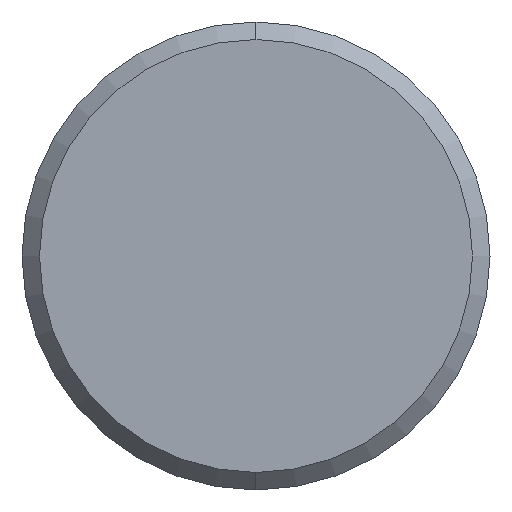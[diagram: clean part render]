
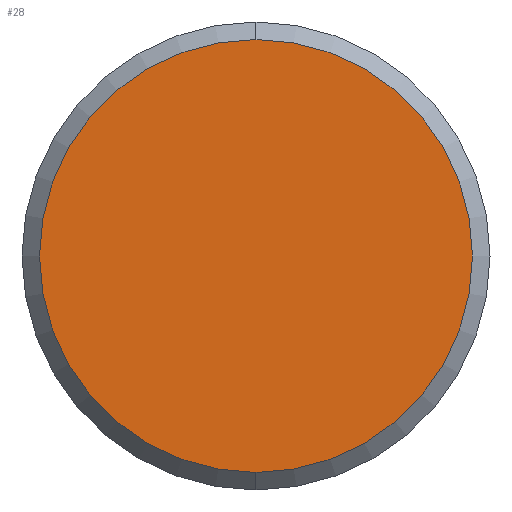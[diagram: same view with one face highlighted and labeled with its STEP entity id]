
A CAD part, left-side view. The second image highlights one B-rep face of the part: STEP entity #28.
In plain terms, the highlighted planar face has unit normal (-1, 0, 0).
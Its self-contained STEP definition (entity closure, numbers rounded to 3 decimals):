
#19 = EDGE_LOOP ( 'NONE', ( #208, #362 ) ) ;
#28 = ADVANCED_FACE ( 'NONE', ( #290 ), #94, .F. ) ;
#47 = CARTESIAN_POINT ( 'NONE',  ( -28., 0., 0. ) ) ;
#53 = DIRECTION ( 'NONE',  ( 1., 0., 0. ) ) ;
#94 = PLANE ( 'NONE',  #198 ) ;
#96 = AXIS2_PLACEMENT_3D ( 'NONE', #142, #527, #438 ) ;
#114 = EDGE_CURVE ( 'NONE', #139, #130, #121, .T. ) ;
#121 = CIRCLE ( 'NONE', #512, 3.7 ) ;
#130 = VERTEX_POINT ( 'NONE', #341 ) ;
#134 = DIRECTION ( 'NONE',  ( 0., 0., -1. ) ) ;
#139 = VERTEX_POINT ( 'NONE', #517 ) ;
#142 = CARTESIAN_POINT ( 'NONE',  ( -28., 0., 0. ) ) ;
#171 = CARTESIAN_POINT ( 'NONE',  ( -28., 0., 0. ) ) ;
#198 = AXIS2_PLACEMENT_3D ( 'NONE', #171, #53, #134 ) ;
#208 = ORIENTED_EDGE ( 'NONE', *, *, #114, .T. ) ;
#290 = FACE_OUTER_BOUND ( 'NONE', #19, .T. ) ;
#341 = CARTESIAN_POINT ( 'NONE',  ( -28., 0., 3.7 ) ) ;
#347 = DIRECTION ( 'NONE',  ( 0., 0., -1. ) ) ;
#355 = CIRCLE ( 'NONE', #96, 3.7 ) ;
#362 = ORIENTED_EDGE ( 'NONE', *, *, #444, .T. ) ;
#438 = DIRECTION ( 'NONE',  ( 0., 0., -1. ) ) ;
#444 = EDGE_CURVE ( 'NONE', #130, #139, #355, .T. ) ;
#510 = DIRECTION ( 'NONE',  ( -1., 0., 0. ) ) ;
#512 = AXIS2_PLACEMENT_3D ( 'NONE', #47, #510, #347 ) ;
#517 = CARTESIAN_POINT ( 'NONE',  ( -28., 0., -3.7 ) ) ;
#527 = DIRECTION ( 'NONE',  ( -1., 0., 0. ) ) ;
